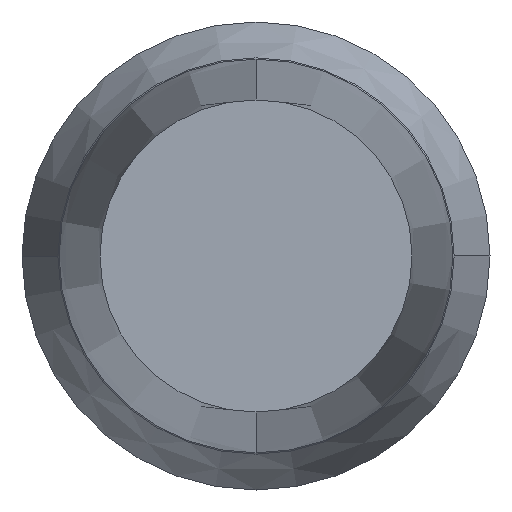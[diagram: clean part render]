
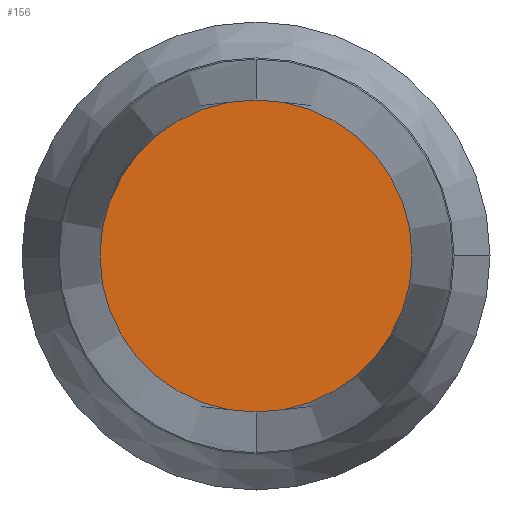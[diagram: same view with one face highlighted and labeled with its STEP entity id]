
A CAD part, front view. The second image highlights one B-rep face of the part: STEP entity #156.
In plain terms, the highlighted planar face has unit normal (0, -1, 0).
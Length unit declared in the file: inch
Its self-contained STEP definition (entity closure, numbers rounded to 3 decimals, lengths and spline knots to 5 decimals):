
#7 = AXIS2_PLACEMENT_3D ( 'NONE', #277, #103, #108 ) ;
#15 = AXIS2_PLACEMENT_3D ( 'NONE', #366, #300, #449 ) ;
#27 = AXIS2_PLACEMENT_3D ( 'NONE', #376, #150, #343 ) ;
#70 = EDGE_LOOP ( 'NONE', ( #333, #331 ) ) ;
#86 = CARTESIAN_POINT ( 'NONE',  ( 0., 0., -0.125 ) ) ;
#102 = EDGE_CURVE ( 'NONE', #457, #448, #105, .T. ) ;
#103 = DIRECTION ( 'NONE',  ( 0., -1., 0. ) ) ;
#105 = CIRCLE ( 'NONE', #7, 0.125 ) ;
#108 = DIRECTION ( 'NONE',  ( 0., 0., -1. ) ) ;
#145 = PLANE ( 'NONE',  #15 ) ;
#150 = DIRECTION ( 'NONE',  ( 0., -1., 0. ) ) ;
#154 = CARTESIAN_POINT ( 'NONE',  ( 0., 0., 0.125 ) ) ;
#156 = ADVANCED_FACE ( 'NONE', ( #183 ), #145, .T. ) ;
#183 = FACE_OUTER_BOUND ( 'NONE', #70, .T. ) ;
#246 = CIRCLE ( 'NONE', #27, 0.125 ) ;
#277 = CARTESIAN_POINT ( 'NONE',  ( 0., 0., 0. ) ) ;
#300 = DIRECTION ( 'NONE',  ( 0., -1., 0. ) ) ;
#328 = EDGE_CURVE ( 'NONE', #448, #457, #246, .T. ) ;
#331 = ORIENTED_EDGE ( 'NONE', *, *, #328, .T. ) ;
#333 = ORIENTED_EDGE ( 'NONE', *, *, #102, .T. ) ;
#343 = DIRECTION ( 'NONE',  ( 0., 0., -1. ) ) ;
#366 = CARTESIAN_POINT ( 'NONE',  ( 0., 0., 0. ) ) ;
#376 = CARTESIAN_POINT ( 'NONE',  ( 0., 0., 0. ) ) ;
#448 = VERTEX_POINT ( 'NONE', #86 ) ;
#449 = DIRECTION ( 'NONE',  ( 0., 0., -1. ) ) ;
#457 = VERTEX_POINT ( 'NONE', #154 ) ;
